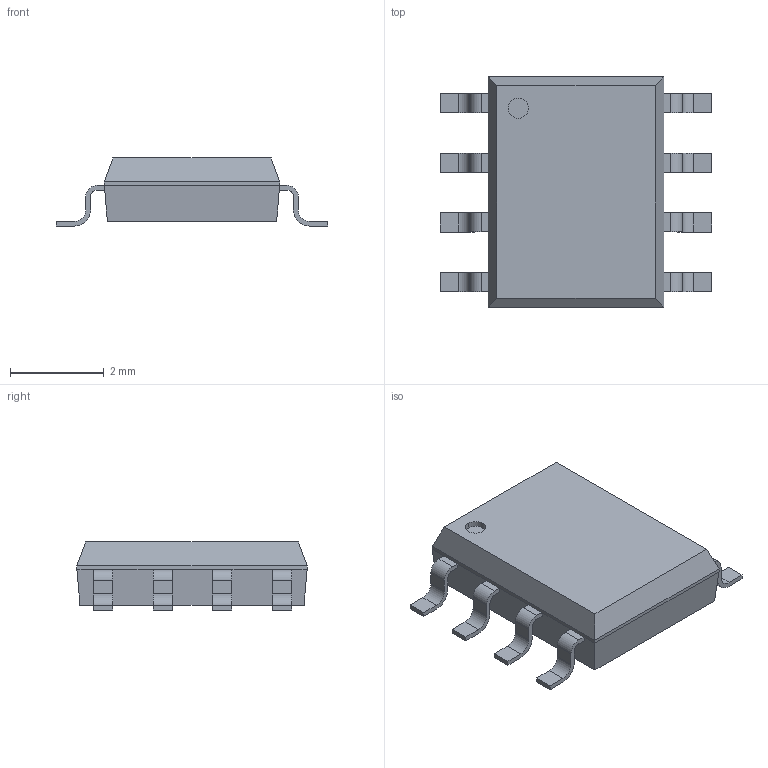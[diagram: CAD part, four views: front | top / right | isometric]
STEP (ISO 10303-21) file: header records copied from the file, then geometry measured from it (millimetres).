
FILE_DESCRIPTION(('FreeCAD Model'),'2;1');
FILE_NAME( 'ZXMHC3F381N8.step', '2017-09-18T11:16:08',('kicad StepUp'),('ksu MCAD'), 'Open CASCADE STEP processor 6.8','FreeCAD','Unknown');
FILE_SCHEMA(('AUTOMOTIVE_DESIGN_CC2 { 1 2 10303 214 -1 1 5 4 }'));
Length unit declared in the file: millimetre
Products named in the file (2): ASSEMBLY; ZXMHC3F381N8
Assembly tree (1 placements, depth 2):
  ASSEMBLY
    ZXMHC3F381N8
Bounding box: 5.78 x 4.9 x 1.45 mm (x, y, z)
Volume: 23.9 mm3; surface area: 68.7 mm2
Topology: 1 solids, 1 shells, 121 faces, 330 edges, 212 vertices
Faces by surface type: plane 87, cylinder 34
Entity records: 4658 total; most frequent: CARTESIAN_POINT 665, ORIENTED_EDGE 660, DIRECTION 644, EDGE_CURVE 330, LINE 262, VECTOR 262, VERTEX_POINT 212, AXIS2_PLACEMENT_3D 191
